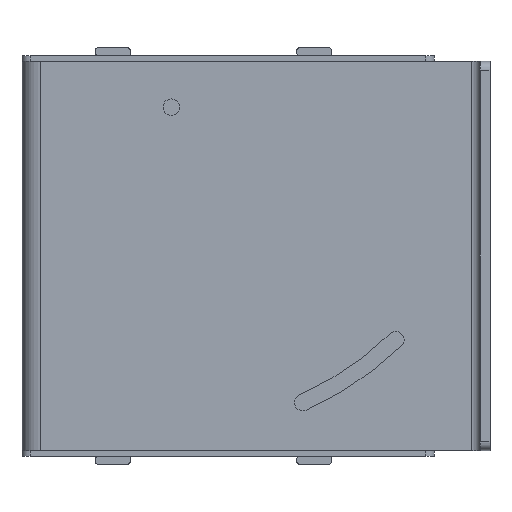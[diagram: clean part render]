
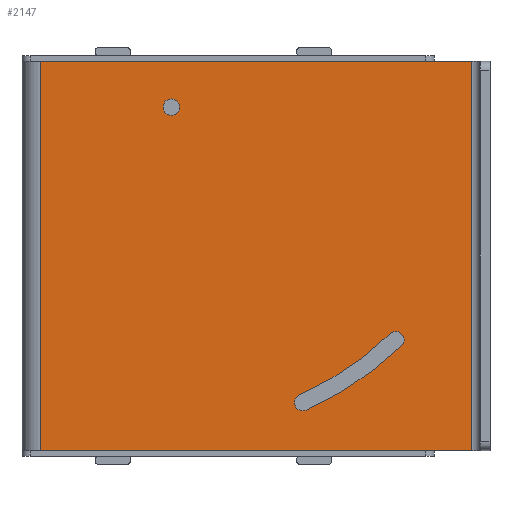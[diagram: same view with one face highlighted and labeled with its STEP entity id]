
A CAD part, left-side view. The second image highlights one B-rep face of the part: STEP entity #2147.
In plain terms, the highlighted planar face has unit normal (-1, 0, 0).
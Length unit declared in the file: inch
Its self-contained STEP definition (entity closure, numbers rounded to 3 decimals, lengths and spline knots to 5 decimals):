
#75=DIRECTION('',(0.,0.,-1.));
#76=VECTOR('',#75,4.25);
#77=CARTESIAN_POINT('',(-0.105,0.1,2.125));
#78=LINE('',#77,#76);
#93=DIRECTION('',(0.,-1.,0.));
#94=VECTOR('',#93,4.29357);
#95=CARTESIAN_POINT('',(-0.105,4.8,2.125));
#96=LINE('',#95,#94);
#97=DIRECTION('',(0.,-1.,0.));
#98=VECTOR('',#97,0.40643);
#99=CARTESIAN_POINT('',(-0.105,0.50643,2.125));
#100=LINE('',#99,#98);
#101=DIRECTION('',(0.,1.,0.));
#102=VECTOR('',#101,0.40643);
#103=CARTESIAN_POINT('',(-0.105,0.1,-2.125));
#104=LINE('',#103,#102);
#105=DIRECTION('',(0.,1.,0.));
#106=VECTOR('',#105,4.29357);
#107=CARTESIAN_POINT('',(-0.105,0.50643,-2.125));
#108=LINE('',#107,#106);
#109=CARTESIAN_POINT('',(-0.105,3.375,1.625));
#110=DIRECTION('',(-1.,0.,0.));
#111=DIRECTION('',(0.,-0.407,-0.914));
#112=AXIS2_PLACEMENT_3D('',#109,#110,#111);
#114=CARTESIAN_POINT('',(-0.105,1.93922,-1.59982));
#115=DIRECTION('',(-1.,0.,0.));
#116=DIRECTION('',(0.,0.407,0.914));
#117=AXIS2_PLACEMENT_3D('',#114,#115,#116);
#119=CARTESIAN_POINT('',(-0.105,3.375,1.625));
#120=DIRECTION('',(-1.,0.,0.));
#121=DIRECTION('',(0.,-0.407,-0.914));
#122=AXIS2_PLACEMENT_3D('',#119,#120,#121);
#124=CARTESIAN_POINT('',(-0.105,0.92286,-0.91427));
#125=DIRECTION('',(-1.,0.,0.));
#126=DIRECTION('',(0.,-0.695,-0.719));
#127=AXIS2_PLACEMENT_3D('',#124,#125,#126);
#129=CARTESIAN_POINT('',(-0.105,3.375,1.625));
#130=DIRECTION('',(-1.,0.,0.));
#131=DIRECTION('',(0.,0.,-1.));
#132=AXIS2_PLACEMENT_3D('',#129,#130,#131);
#134=CARTESIAN_POINT('',(-0.105,3.375,1.625));
#135=DIRECTION('',(-1.,0.,0.));
#136=DIRECTION('',(0.,0.,1.));
#137=AXIS2_PLACEMENT_3D('',#134,#135,#136);
#153=DIRECTION('',(0.,0.,1.));
#154=VECTOR('',#153,4.25);
#155=CARTESIAN_POINT('',(-0.105,4.8,-2.125));
#156=LINE('',#155,#154);
#1551=CARTESIAN_POINT('',(-0.105,0.1,-2.125));
#1553=VERTEX_POINT('',#1551);
#1555=CARTESIAN_POINT('',(-0.105,0.1,2.125));
#1556=VERTEX_POINT('',#1555);
#1583=CARTESIAN_POINT('',(-0.105,1.97583,-1.5176));
#1584=CARTESIAN_POINT('',(-0.105,0.98538,-0.84953));
#1585=VERTEX_POINT('',#1583);
#1586=VERTEX_POINT('',#1584);
#1587=CARTESIAN_POINT('',(-0.105,0.86034,-0.97901));
#1588=VERTEX_POINT('',#1587);
#1589=CARTESIAN_POINT('',(-0.105,1.90261,-1.68203));
#1590=VERTEX_POINT('',#1589);
#1655=CARTESIAN_POINT('',(-0.105,3.375,1.535));
#1656=CARTESIAN_POINT('',(-0.105,3.375,1.715));
#1657=VERTEX_POINT('',#1655);
#1658=VERTEX_POINT('',#1656);
#1829=CARTESIAN_POINT('',(-0.105,4.8,2.125));
#1830=CARTESIAN_POINT('',(-0.105,0.50643,2.125));
#1831=VERTEX_POINT('',#1829);
#1832=VERTEX_POINT('',#1830);
#1953=CARTESIAN_POINT('',(-0.105,0.50643,-2.125));
#1954=CARTESIAN_POINT('',(-0.105,4.8,-2.125));
#1955=VERTEX_POINT('',#1953);
#1956=VERTEX_POINT('',#1954);
#2113=CARTESIAN_POINT('',(-0.105,0.,1.1152));
#2114=DIRECTION('',(1.,0.,0.));
#2115=DIRECTION('',(0.,0.,-1.));
#2116=AXIS2_PLACEMENT_3D('',#2113,#2114,#2115);
#2117=PLANE('',#2116);
#2119=ORIENTED_EDGE('',*,*,#2118,.T.);
#2121=ORIENTED_EDGE('',*,*,#2120,.T.);
#2123=ORIENTED_EDGE('',*,*,#2122,.T.);
#2124=ORIENTED_EDGE('',*,*,#2104,.T.);
#2126=ORIENTED_EDGE('',*,*,#2125,.T.);
#2128=ORIENTED_EDGE('',*,*,#2127,.T.);
#2129=EDGE_LOOP('',(#2119,#2121,#2123,#2124,#2126,#2128));
#2130=FACE_OUTER_BOUND('',#2129,.F.);
#2132=ORIENTED_EDGE('',*,*,#2131,.F.);
#2134=ORIENTED_EDGE('',*,*,#2133,.T.);
#2136=ORIENTED_EDGE('',*,*,#2135,.T.);
#2138=ORIENTED_EDGE('',*,*,#2137,.T.);
#2139=EDGE_LOOP('',(#2132,#2134,#2136,#2138));
#2140=FACE_BOUND('',#2139,.F.);
#2142=ORIENTED_EDGE('',*,*,#2141,.T.);
#2144=ORIENTED_EDGE('',*,*,#2143,.T.);
#2145=EDGE_LOOP('',(#2142,#2144));
#2146=FACE_BOUND('',#2145,.F.);
#2147=ADVANCED_FACE('',(#2130,#2140,#2146),#2117,.F.);
#113=CIRCLE('',#112,3.44);
#118=CIRCLE('',#117,0.09);
#123=CIRCLE('',#122,3.62);
#128=CIRCLE('',#127,0.09);
#133=CIRCLE('',#132,0.09);
#138=CIRCLE('',#137,0.09);
#2104=EDGE_CURVE('',#1556,#1553,#78,.T.);
#2118=EDGE_CURVE('',#1956,#1831,#156,.T.);
#2120=EDGE_CURVE('',#1831,#1832,#96,.T.);
#2122=EDGE_CURVE('',#1832,#1556,#100,.T.);
#2125=EDGE_CURVE('',#1553,#1955,#104,.T.);
#2127=EDGE_CURVE('',#1955,#1956,#108,.T.);
#2131=EDGE_CURVE('',#1585,#1586,#113,.T.);
#2133=EDGE_CURVE('',#1585,#1590,#118,.T.);
#2135=EDGE_CURVE('',#1590,#1588,#123,.T.);
#2137=EDGE_CURVE('',#1588,#1586,#128,.T.);
#2141=EDGE_CURVE('',#1657,#1658,#133,.T.);
#2143=EDGE_CURVE('',#1658,#1657,#138,.T.);
